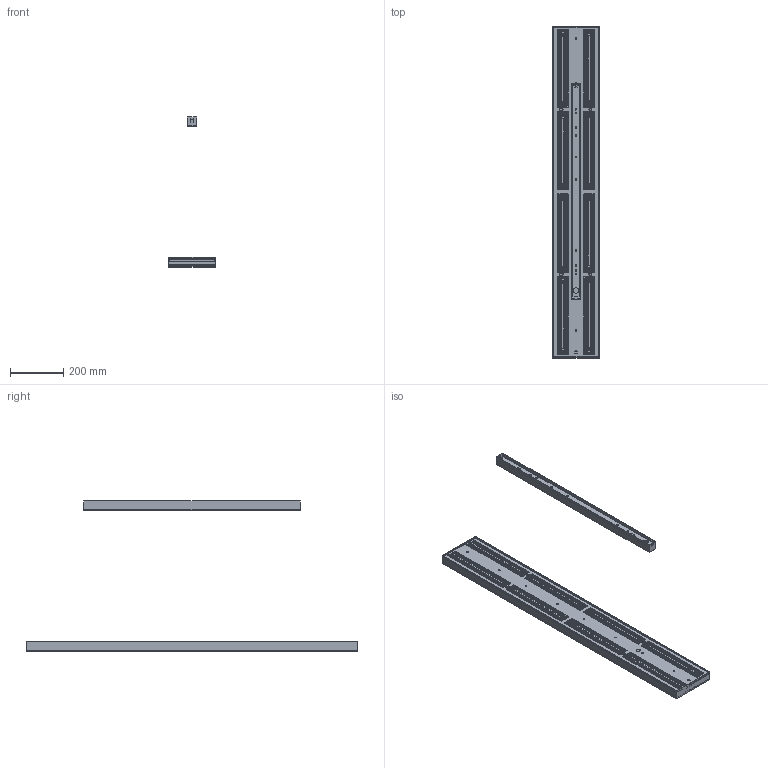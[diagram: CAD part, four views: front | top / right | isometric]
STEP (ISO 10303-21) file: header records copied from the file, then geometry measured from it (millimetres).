
FILE_DESCRIPTION(/* description */ ('This is a sample STEP configuration'),/* implementation_level */ '2;1');
FILE_NAME(/* name */ '697-01000xxxxxxx SIMPLE.ipt_Rev_00.3.stp',/* time_stamp */ '2023-04-19T14:25:06+02:00',/* author */ ('powerJobs'),/* organization */ ('coolOrange'),/* preprocessor_version */ 'ST-DEVELOPER v19.2',/* originating_system */ 'Autodesk Inventor 2023',/* authorisation */ '');
FILE_SCHEMA (('AUTOMOTIVE_DESIGN { 1 0 10303 214 3 1 1 }'));
Products named in the file (1): ENG000019031
Bounding box: 176 x 1243.5 x 561.9 mm (x, y, z)
Volume: 1317637.6 mm3; surface area: 1556911.1 mm2
Topology: 32 solids, 32 shells, 9284 faces, 25249 edges, 15786 vertices
Faces by surface type: plane 3217, cylinder 2931, bspline 1872, cone 864, sphere 384, torus 16
Full cylindrical faces by diameter (mm): 1.5 x2, 3.3 x6, 4.2 x2, 5 x4, 5.8 x6, 6 x8, 6.7 x2, 7 x1, 15.5 x1, 21 x1
Entity records: 365618 total; most frequent: CARTESIAN_POINT 142531, ORIENTED_EDGE 49986, DIRECTION 43457, EDGE_CURVE 24993, VERTEX_POINT 15786, AXIS2_PLACEMENT_3D 15667, LINE 12123, VECTOR 12123
